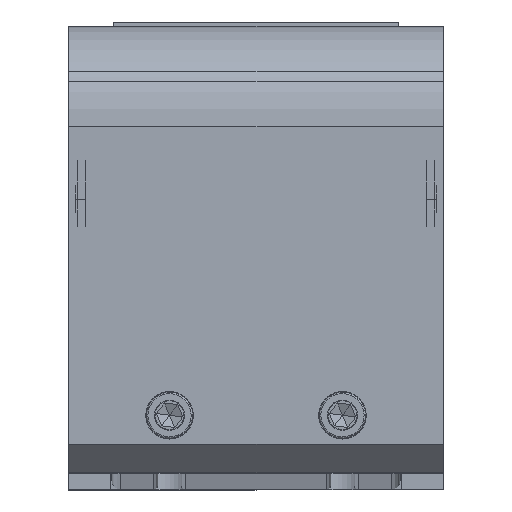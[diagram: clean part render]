
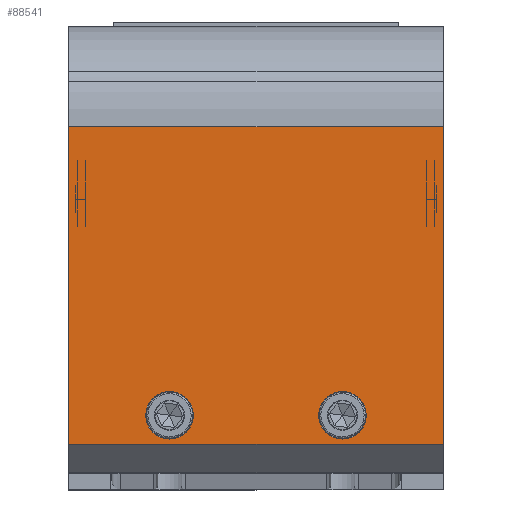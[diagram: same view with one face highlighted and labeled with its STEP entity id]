
A CAD part, top view. The second image highlights one B-rep face of the part: STEP entity #88541.
In plain terms, the highlighted planar face has unit normal (0, 0, 1).
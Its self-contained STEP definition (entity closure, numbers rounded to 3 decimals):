
#593 = DIRECTION ( 'NONE',  ( 0., -1., 0. ) ) ;
#2521 = ORIENTED_EDGE ( 'NONE', *, *, #71363, .F. ) ;
#3070 = CIRCLE ( 'NONE', #237886, 8.25 ) ;
#8432 = CARTESIAN_POINT ( 'NONE',  ( 78.467, 197.762, 762.525 ) ) ;
#10656 = ORIENTED_EDGE ( 'NONE', *, *, #214920, .F. ) ;
#11653 = CARTESIAN_POINT ( 'NONE',  ( 165.217, 207.762, 762.525 ) ) ;
#23560 = LINE ( 'NONE', #95458, #172974 ) ;
#25153 = ORIENTED_EDGE ( 'NONE', *, *, #224781, .F. ) ;
#41162 = DIRECTION ( 'NONE',  ( 1., 0., 0. ) ) ;
#43302 = VERTEX_POINT ( 'NONE', #143892 ) ;
#44432 = DIRECTION ( 'NONE',  ( 0., 0., -1. ) ) ;
#48547 = VERTEX_POINT ( 'NONE', #114960 ) ;
#48552 = CIRCLE ( 'NONE', #253915, 8.25 ) ;
#54287 = DIRECTION ( 'NONE',  ( 0., 0., 1. ) ) ;
#54897 = CARTESIAN_POINT ( 'NONE',  ( 208.467, 197.762, 762.525 ) ) ;
#71363 = EDGE_CURVE ( 'NONE', #114006, #266723, #115307, .T. ) ;
#73150 = CARTESIAN_POINT ( 'NONE',  ( 78.467, 307.762, 762.525 ) ) ;
#79478 = VERTEX_POINT ( 'NONE', #11653 ) ;
#82524 = CIRCLE ( 'NONE', #229211, 8.25 ) ;
#87115 = DIRECTION ( 'NONE',  ( 0., 0., 1. ) ) ;
#88175 = VERTEX_POINT ( 'NONE', #284133 ) ;
#88541 = ADVANCED_FACE ( 'NONE', ( #301822, #252768, #251204 ), #254298, .F. ) ;
#89172 = EDGE_CURVE ( 'NONE', #88175, #264040, #126291, .T. ) ;
#90127 = CARTESIAN_POINT ( 'NONE',  ( 113.467, 207.762, 762.525 ) ) ;
#95458 = CARTESIAN_POINT ( 'NONE',  ( 78.467, 197.762, 762.525 ) ) ;
#98141 = VECTOR ( 'NONE', #162868, 1000. ) ;
#98261 = EDGE_LOOP ( 'NONE', ( #130897, #204255 ) ) ;
#102198 = DIRECTION ( 'NONE',  ( 1., 0., 0. ) ) ;
#114006 = VERTEX_POINT ( 'NONE', #242982 ) ;
#114960 = CARTESIAN_POINT ( 'NONE',  ( 181.717, 207.762, 762.525 ) ) ;
#115307 = LINE ( 'NONE', #185846, #98141 ) ;
#116332 = DIRECTION ( 'NONE',  ( -1., 0., 0. ) ) ;
#126291 = LINE ( 'NONE', #213648, #128991 ) ;
#128991 = VECTOR ( 'NONE', #193742, 1000. ) ;
#129461 = CARTESIAN_POINT ( 'NONE',  ( 105.217, 207.762, 762.525 ) ) ;
#130897 = ORIENTED_EDGE ( 'NONE', *, *, #204005, .F. ) ;
#136658 = CARTESIAN_POINT ( 'NONE',  ( 173.467, 207.762, 762.525 ) ) ;
#139270 = CARTESIAN_POINT ( 'NONE',  ( 208.467, 197.762, 762.525 ) ) ;
#139836 = VECTOR ( 'NONE', #241737, 1000. ) ;
#143892 = CARTESIAN_POINT ( 'NONE',  ( 121.717, 207.762, 762.525 ) ) ;
#144031 = EDGE_LOOP ( 'NONE', ( #25153, #283423 ) ) ;
#153273 = CIRCLE ( 'NONE', #158117, 8.25 ) ;
#158117 = AXIS2_PLACEMENT_3D ( 'NONE', #170793, #54287, #291785 ) ;
#159024 = AXIS2_PLACEMENT_3D ( 'NONE', #139270, #44432, #116332 ) ;
#162868 = DIRECTION ( 'NONE',  ( -1., 0., 0. ) ) ;
#166120 = EDGE_CURVE ( 'NONE', #221108, #43302, #153273, .T. ) ;
#170793 = CARTESIAN_POINT ( 'NONE',  ( 113.467, 207.762, 762.525 ) ) ;
#172974 = VECTOR ( 'NONE', #593, 1000. ) ;
#185846 = CARTESIAN_POINT ( 'NONE',  ( 208.467, 197.762, 762.525 ) ) ;
#193742 = DIRECTION ( 'NONE',  ( -1., 0., 0. ) ) ;
#194323 = LINE ( 'NONE', #54897, #139836 ) ;
#204005 = EDGE_CURVE ( 'NONE', #43302, #221108, #48552, .T. ) ;
#204255 = ORIENTED_EDGE ( 'NONE', *, *, #166120, .F. ) ;
#213648 = CARTESIAN_POINT ( 'NONE',  ( 208.467, 307.762, 762.525 ) ) ;
#214920 = EDGE_CURVE ( 'NONE', #88175, #114006, #194323, .T. ) ;
#221108 = VERTEX_POINT ( 'NONE', #129461 ) ;
#222809 = ORIENTED_EDGE ( 'NONE', *, *, #89172, .T. ) ;
#224781 = EDGE_CURVE ( 'NONE', #48547, #79478, #82524, .T. ) ;
#229211 = AXIS2_PLACEMENT_3D ( 'NONE', #275573, #87115, #41162 ) ;
#230090 = DIRECTION ( 'NONE',  ( 0., 0., 1. ) ) ;
#233298 = EDGE_CURVE ( 'NONE', #264040, #266723, #23560, .T. ) ;
#234665 = DIRECTION ( 'NONE',  ( 1., 0., 0. ) ) ;
#237886 = AXIS2_PLACEMENT_3D ( 'NONE', #136658, #230090, #234665 ) ;
#240079 = DIRECTION ( 'NONE',  ( 0., 0., 1. ) ) ;
#241737 = DIRECTION ( 'NONE',  ( 0., -1., 0. ) ) ;
#242982 = CARTESIAN_POINT ( 'NONE',  ( 208.467, 197.762, 762.525 ) ) ;
#251204 = FACE_OUTER_BOUND ( 'NONE', #265864, .T. ) ;
#252768 = FACE_BOUND ( 'NONE', #144031, .T. ) ;
#253915 = AXIS2_PLACEMENT_3D ( 'NONE', #90127, #240079, #102198 ) ;
#254298 = PLANE ( 'NONE',  #159024 ) ;
#261893 = ORIENTED_EDGE ( 'NONE', *, *, #233298, .T. ) ;
#264040 = VERTEX_POINT ( 'NONE', #73150 ) ;
#265864 = EDGE_LOOP ( 'NONE', ( #261893, #2521, #10656, #222809 ) ) ;
#266723 = VERTEX_POINT ( 'NONE', #8432 ) ;
#275573 = CARTESIAN_POINT ( 'NONE',  ( 173.467, 207.762, 762.525 ) ) ;
#283423 = ORIENTED_EDGE ( 'NONE', *, *, #283909, .F. ) ;
#283909 = EDGE_CURVE ( 'NONE', #79478, #48547, #3070, .T. ) ;
#284133 = CARTESIAN_POINT ( 'NONE',  ( 208.467, 307.762, 762.525 ) ) ;
#291785 = DIRECTION ( 'NONE',  ( 1., 0., 0. ) ) ;
#301822 = FACE_BOUND ( 'NONE', #98261, .T. ) ;
